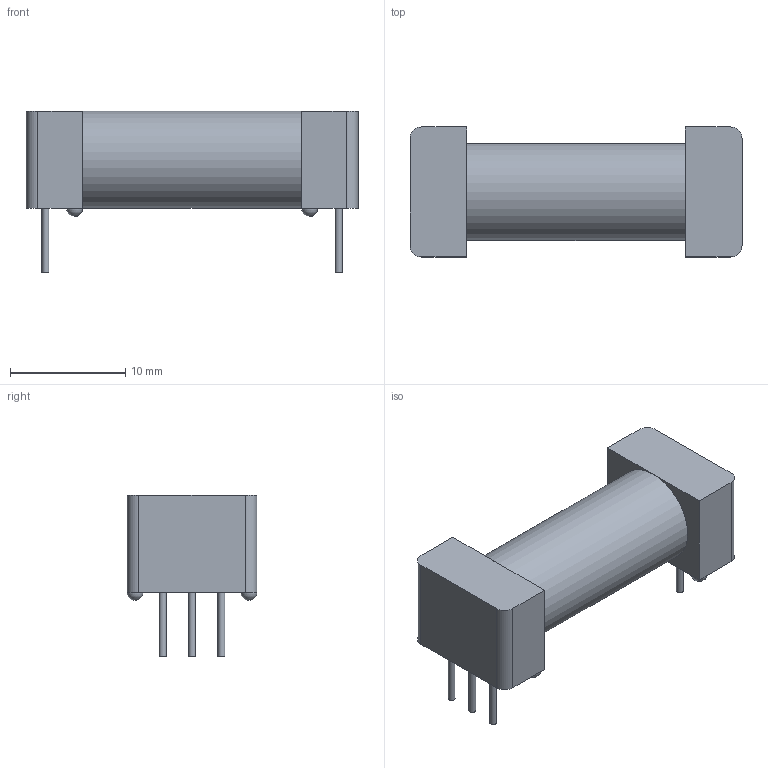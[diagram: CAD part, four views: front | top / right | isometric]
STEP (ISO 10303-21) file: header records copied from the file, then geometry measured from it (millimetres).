
FILE_DESCRIPTION(/* description */ ('STEP AP214'),/* implementation_level */ '2;1');
FILE_NAME(/* name */ '60ff620acc35a42eea42793e',/* time_stamp */ '2021-07-27T01:31:54+00:00',/* author */ (''),/* organization */ (''),/* preprocessor_version */ 'ST-DEVELOPER v18.1',/* originating_system */ ' ',/* authorisation */ ' ');
FILE_SCHEMA (('AUTOMOTIVE_DESIGN {1 0 10303 214 3 1 1}'));
Length unit declared in the file: metre
Products named in the file (1): ELECTROL IEI RA50311121
Bounding box: 28.75 x 11.25 x 13.95 mm (x, y, z)
Volume: 1978 mm3; surface area: 1184 mm2
Topology: 1 solids, 1 shells, 35 faces, 83 edges, 50 vertices
Faces by surface type: plane 22, cylinder 9, sphere 4
Full cylindrical faces by diameter (mm): 0.6 x4, 8.4 x1
Entity records: 1176 total; most frequent: DIRECTION 168, CARTESIAN_POINT 148, ORIENTED_EDGE 136, EDGE_CURVE 68, AXIS2_PLACEMENT_3D 64, VERTEX_POINT 44, EDGE_LOOP 44, FACE_BOUND 44
